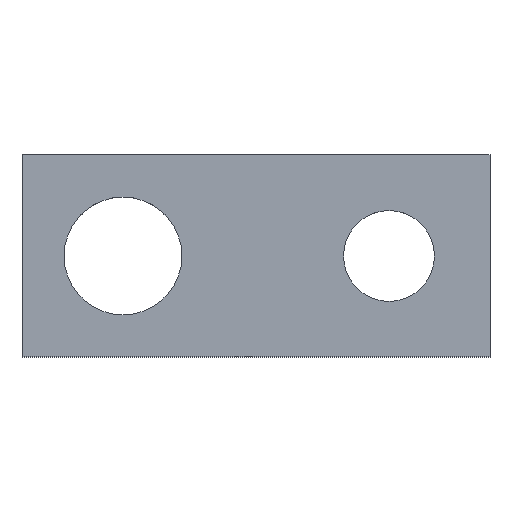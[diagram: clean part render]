
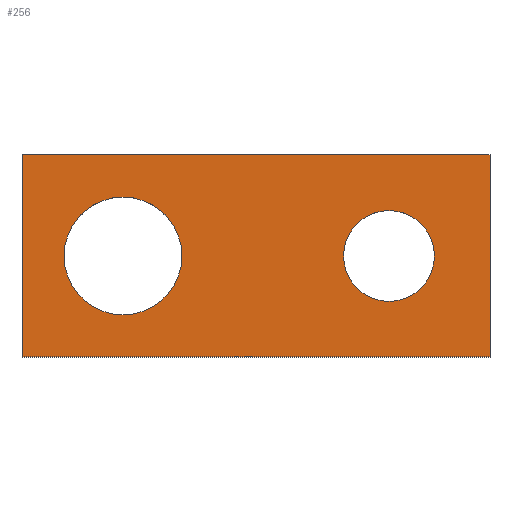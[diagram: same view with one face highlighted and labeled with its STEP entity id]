
A CAD part, top view. The second image highlights one B-rep face of the part: STEP entity #256.
In plain terms, the highlighted planar face has unit normal (0, 0, 1).
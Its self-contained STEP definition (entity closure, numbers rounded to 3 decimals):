
#207=AXIS2_PLACEMENT_3D('Plane Axis2P3D',#204,#205,#206) ;
#222=AXIS2_PLACEMENT_3D('Circle Axis2P3D',#220,#221,$) ;
#231=AXIS2_PLACEMENT_3D('Circle Axis2P3D',#229,#230,$) ;
#240=AXIS2_PLACEMENT_3D('Circle Axis2P3D',#238,#239,$) ;
#249=AXIS2_PLACEMENT_3D('Circle Axis2P3D',#247,#248,$) ;
#60=CARTESIAN_POINT('Vertex',(0.,0.,1.)) ;
#74=CARTESIAN_POINT('Vertex',(13.9,0.,1.)) ;
#77=CARTESIAN_POINT('Line Origine',(6.95,0.,1.)) ;
#100=CARTESIAN_POINT('Vertex',(0.,6.,1.)) ;
#108=CARTESIAN_POINT('Line Origine',(0.,3.,1.)) ;
#189=CARTESIAN_POINT('Vertex',(13.9,6.,1.)) ;
#192=CARTESIAN_POINT('Line Origine',(13.9,3.,1.)) ;
#204=CARTESIAN_POINT('Axis2P3D Location',(0.,0.,1.)) ;
#209=CARTESIAN_POINT('Line Origine',(6.95,6.,1.)) ;
#220=CARTESIAN_POINT('Axis2P3D Location',(10.9,3.,1.)) ;
#224=CARTESIAN_POINT('Vertex',(12.25,3.,1.)) ;
#226=CARTESIAN_POINT('Vertex',(9.55,3.,1.)) ;
#229=CARTESIAN_POINT('Axis2P3D Location',(10.9,3.,1.)) ;
#238=CARTESIAN_POINT('Axis2P3D Location',(3.,3.,1.)) ;
#242=CARTESIAN_POINT('Vertex',(4.75,3.,1.)) ;
#244=CARTESIAN_POINT('Vertex',(1.25,3.,1.)) ;
#247=CARTESIAN_POINT('Axis2P3D Location',(3.,3.,1.)) ;
#78=DIRECTION('Vector Direction',(1.,0.,0.)) ;
#109=DIRECTION('Vector Direction',(0.,-1.,0.)) ;
#193=DIRECTION('Vector Direction',(0.,1.,0.)) ;
#205=DIRECTION('Axis2P3D Direction',(0.,0.,1.)) ;
#206=DIRECTION('Axis2P3D XDirection',(1.,0.,0.)) ;
#210=DIRECTION('Vector Direction',(-1.,0.,0.)) ;
#221=DIRECTION('Axis2P3D Direction',(0.,0.,1.)) ;
#230=DIRECTION('Axis2P3D Direction',(0.,0.,1.)) ;
#239=DIRECTION('Axis2P3D Direction',(0.,0.,1.)) ;
#248=DIRECTION('Axis2P3D Direction',(0.,0.,1.)) ;
#79=VECTOR('Line Direction',#78,1.) ;
#110=VECTOR('Line Direction',#109,1.) ;
#194=VECTOR('Line Direction',#193,1.) ;
#211=VECTOR('Line Direction',#210,1.) ;
#215=ORIENTED_EDGE('',*,*,#81,.T.) ;
#216=ORIENTED_EDGE('',*,*,#196,.T.) ;
#217=ORIENTED_EDGE('',*,*,#213,.T.) ;
#218=ORIENTED_EDGE('',*,*,#112,.T.) ;
#235=ORIENTED_EDGE('',*,*,#228,.F.) ;
#236=ORIENTED_EDGE('',*,*,#233,.F.) ;
#253=ORIENTED_EDGE('',*,*,#246,.F.) ;
#254=ORIENTED_EDGE('',*,*,#251,.F.) ;
#237=FACE_BOUND('',#234,.T.) ;
#255=FACE_BOUND('',#252,.T.) ;
#256=ADVANCED_FACE('V1',(#219,#237,#255),#208,.T.) ;
#223=CIRCLE('generated circle',#222,1.35) ;
#232=CIRCLE('generated circle',#231,1.35) ;
#241=CIRCLE('generated circle',#240,1.75) ;
#250=CIRCLE('generated circle',#249,1.75) ;
#81=EDGE_CURVE('',#61,#75,#80,.T.) ;
#112=EDGE_CURVE('',#101,#61,#111,.T.) ;
#196=EDGE_CURVE('',#75,#190,#195,.T.) ;
#213=EDGE_CURVE('',#190,#101,#212,.T.) ;
#228=EDGE_CURVE('',#225,#227,#223,.T.) ;
#233=EDGE_CURVE('',#227,#225,#232,.T.) ;
#246=EDGE_CURVE('',#243,#245,#241,.T.) ;
#251=EDGE_CURVE('',#245,#243,#250,.T.) ;
#214=EDGE_LOOP('',(#215,#216,#217,#218)) ;
#234=EDGE_LOOP('',(#235,#236)) ;
#252=EDGE_LOOP('',(#253,#254)) ;
#219=FACE_OUTER_BOUND('',#214,.T.) ;
#80=LINE('Line',#77,#79) ;
#111=LINE('Line',#108,#110) ;
#195=LINE('Line',#192,#194) ;
#212=LINE('Line',#209,#211) ;
#208=PLANE('',#207) ;
#61=VERTEX_POINT('',#60) ;
#75=VERTEX_POINT('',#74) ;
#101=VERTEX_POINT('',#100) ;
#190=VERTEX_POINT('',#189) ;
#225=VERTEX_POINT('',#224) ;
#227=VERTEX_POINT('',#226) ;
#243=VERTEX_POINT('',#242) ;
#245=VERTEX_POINT('',#244) ;
